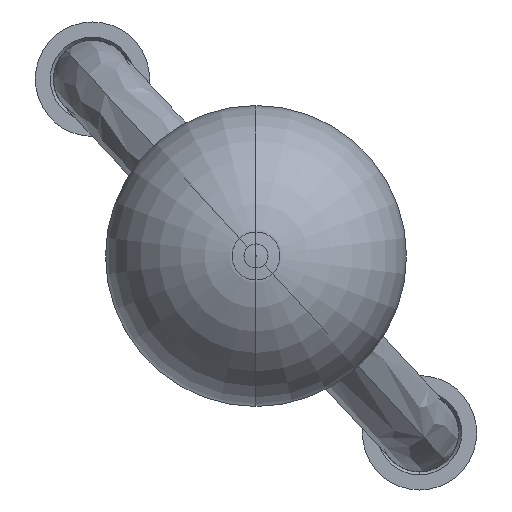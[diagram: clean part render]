
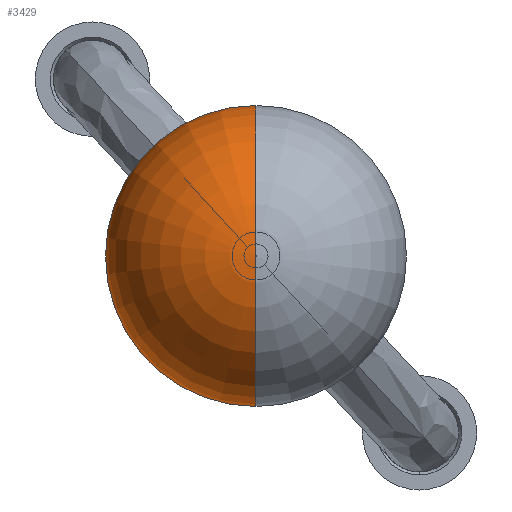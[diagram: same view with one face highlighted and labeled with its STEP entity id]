
A CAD part, left-side view. The second image highlights one B-rep face of the part: STEP entity #3429.
In plain terms, the highlighted toroidal (fillet/blend) face has major radius 0.01 mm and minor radius 2.49 mm.
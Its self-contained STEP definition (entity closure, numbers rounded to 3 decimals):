
#147 = CARTESIAN_POINT ( 'NONE',  ( -6.75, 0., 0. ) ) ;
#150 = ORIENTED_EDGE ( 'NONE', *, *, #742, .F. ) ;
#154 = DIRECTION ( 'NONE',  ( 0., 0., 1. ) ) ;
#159 = EDGE_CURVE ( 'NONE', #1144, #1697, #2639, .T. ) ;
#190 = CIRCLE ( 'NONE', #1513, 0.01 ) ;
#195 = CARTESIAN_POINT ( 'NONE',  ( -6.75, 0., 0.01 ) ) ;
#246 = DIRECTION ( 'NONE',  ( -1., 0., 0. ) ) ;
#267 = VERTEX_POINT ( 'NONE', #195 ) ;
#495 = CARTESIAN_POINT ( 'NONE',  ( -4.26, 0., 0.01 ) ) ;
#506 = AXIS2_PLACEMENT_3D ( 'NONE', #2857, #246, #2844 ) ;
#522 = ORIENTED_EDGE ( 'NONE', *, *, #2466, .F. ) ;
#642 = CIRCLE ( 'NONE', #1964, 2.49 ) ;
#644 = VERTEX_POINT ( 'NONE', #2103 ) ;
#742 = EDGE_CURVE ( 'NONE', #267, #644, #190, .T. ) ;
#754 = DIRECTION ( 'NONE',  ( 0., 1., 0. ) ) ;
#996 = AXIS2_PLACEMENT_3D ( 'NONE', #2744, #2164, #3336 ) ;
#1019 = ORIENTED_EDGE ( 'NONE', *, *, #159, .T. ) ;
#1144 = VERTEX_POINT ( 'NONE', #2324 ) ;
#1300 = DIRECTION ( 'NONE',  ( -1., 0., 0. ) ) ;
#1513 = AXIS2_PLACEMENT_3D ( 'NONE', #147, #1300, #2471 ) ;
#1697 = VERTEX_POINT ( 'NONE', #2225 ) ;
#1964 = AXIS2_PLACEMENT_3D ( 'NONE', #2439, #754, #154 ) ;
#2064 = EDGE_LOOP ( 'NONE', ( #1019, #2970, #150, #522 ) ) ;
#2103 = CARTESIAN_POINT ( 'NONE',  ( -6.75, 0., -0.01 ) ) ;
#2133 = CIRCLE ( 'NONE', #2869, 2.49 ) ;
#2164 = DIRECTION ( 'NONE',  ( -1., 0., 0. ) ) ;
#2225 = CARTESIAN_POINT ( 'NONE',  ( -4.26, 0., -2.5 ) ) ;
#2324 = CARTESIAN_POINT ( 'NONE',  ( -4.26, 0., 2.5 ) ) ;
#2439 = CARTESIAN_POINT ( 'NONE',  ( -4.26, 0., -0.01 ) ) ;
#2466 = EDGE_CURVE ( 'NONE', #1144, #267, #2133, .T. ) ;
#2471 = DIRECTION ( 'NONE',  ( 0., 0., 1. ) ) ;
#2639 = CIRCLE ( 'NONE', #996, 2.5 ) ;
#2744 = CARTESIAN_POINT ( 'NONE',  ( -4.26, 0., 0. ) ) ;
#2795 = DIRECTION ( 'NONE',  ( 0., -1., 0. ) ) ;
#2844 = DIRECTION ( 'NONE',  ( 0., 0., 1. ) ) ;
#2857 = CARTESIAN_POINT ( 'NONE',  ( -4.26, 0., 0. ) ) ;
#2869 = AXIS2_PLACEMENT_3D ( 'NONE', #495, #2795, #3118 ) ;
#2970 = ORIENTED_EDGE ( 'NONE', *, *, #3701, .T. ) ;
#3118 = DIRECTION ( 'NONE',  ( 0., 0., -1. ) ) ;
#3135 = TOROIDAL_SURFACE ( 'NONE', #506, 0.01, 2.49 ) ;
#3146 = FACE_OUTER_BOUND ( 'NONE', #2064, .T. ) ;
#3336 = DIRECTION ( 'NONE',  ( 0., 0., 1. ) ) ;
#3429 = ADVANCED_FACE ( 'NONE', ( #3146 ), #3135, .T. ) ;
#3701 = EDGE_CURVE ( 'NONE', #1697, #644, #642, .T. ) ;
